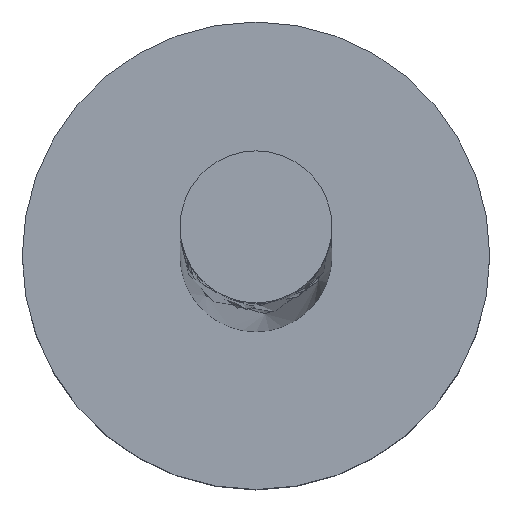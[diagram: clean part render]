
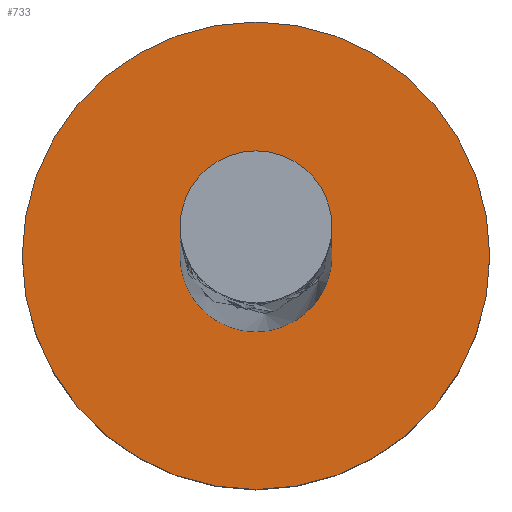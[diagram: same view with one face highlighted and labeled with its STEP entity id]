
A CAD part, top view. The second image highlights one B-rep face of the part: STEP entity #733.
In plain terms, the highlighted planar face has unit normal (0, 0, 1).
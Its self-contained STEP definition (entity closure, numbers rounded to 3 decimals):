
#25 = AXIS2_PLACEMENT_3D ( 'NONE', #1278, #1154, #167 ) ;
#105 = CARTESIAN_POINT ( 'NONE',  ( -2., 0., 2. ) ) ;
#135 = ORIENTED_EDGE ( 'NONE', *, *, #1106, .F. ) ;
#143 = FACE_OUTER_BOUND ( 'NONE', #478, .T. ) ;
#157 = CARTESIAN_POINT ( 'NONE',  ( 0., 0., 2. ) ) ;
#167 = DIRECTION ( 'NONE',  ( 1., 0., 0. ) ) ;
#241 = ORIENTED_EDGE ( 'NONE', *, *, #255, .T. ) ;
#248 = AXIS2_PLACEMENT_3D ( 'NONE', #718, #946, #1260 ) ;
#255 = EDGE_CURVE ( 'NONE', #982, #410, #463, .T. ) ;
#272 = DIRECTION ( 'NONE',  ( 0., 0., 1. ) ) ;
#321 = AXIS2_PLACEMENT_3D ( 'NONE', #509, #983, #732 ) ;
#350 = EDGE_LOOP ( 'NONE', ( #135, #1030 ) ) ;
#370 = DIRECTION ( 'NONE',  ( 1., 0., 0. ) ) ;
#410 = VERTEX_POINT ( 'NONE', #105 ) ;
#463 = CIRCLE ( 'NONE', #321, 2. ) ;
#465 = ORIENTED_EDGE ( 'NONE', *, *, #670, .T. ) ;
#472 = VERTEX_POINT ( 'NONE', #688 ) ;
#473 = CARTESIAN_POINT ( 'NONE',  ( 0., 0., 2. ) ) ;
#478 = EDGE_LOOP ( 'NONE', ( #465, #241 ) ) ;
#487 = CARTESIAN_POINT ( 'NONE',  ( -0.65, 0., 2. ) ) ;
#509 = CARTESIAN_POINT ( 'NONE',  ( 0., 0., 2. ) ) ;
#576 = FACE_BOUND ( 'NONE', #350, .T. ) ;
#624 = EDGE_CURVE ( 'NONE', #472, #672, #1056, .T. ) ;
#670 = EDGE_CURVE ( 'NONE', #410, #982, #883, .T. ) ;
#672 = VERTEX_POINT ( 'NONE', #487 ) ;
#688 = CARTESIAN_POINT ( 'NONE',  ( 0.65, 0., 2. ) ) ;
#718 = CARTESIAN_POINT ( 'NONE',  ( 0., 0., 2. ) ) ;
#732 = DIRECTION ( 'NONE',  ( 1., 0., 0. ) ) ;
#733 = ADVANCED_FACE ( 'NONE', ( #576, #143 ), #1391, .T. ) ;
#883 = CIRCLE ( 'NONE', #248, 2. ) ;
#946 = DIRECTION ( 'NONE',  ( 0., 0., 1. ) ) ;
#981 = AXIS2_PLACEMENT_3D ( 'NONE', #157, #272, #1378 ) ;
#982 = VERTEX_POINT ( 'NONE', #1388 ) ;
#983 = DIRECTION ( 'NONE',  ( 0., 0., 1. ) ) ;
#1030 = ORIENTED_EDGE ( 'NONE', *, *, #624, .F. ) ;
#1038 = DIRECTION ( 'NONE',  ( 0., 0., 1. ) ) ;
#1056 = CIRCLE ( 'NONE', #1400, 0.65 ) ;
#1106 = EDGE_CURVE ( 'NONE', #672, #472, #1215, .T. ) ;
#1154 = DIRECTION ( 'NONE',  ( 0., 0., 1. ) ) ;
#1215 = CIRCLE ( 'NONE', #25, 0.65 ) ;
#1260 = DIRECTION ( 'NONE',  ( 1., 0., 0. ) ) ;
#1278 = CARTESIAN_POINT ( 'NONE',  ( 0., 0., 2. ) ) ;
#1378 = DIRECTION ( 'NONE',  ( 1., 0., 0. ) ) ;
#1388 = CARTESIAN_POINT ( 'NONE',  ( 2., 0., 2. ) ) ;
#1391 = PLANE ( 'NONE',  #981 ) ;
#1400 = AXIS2_PLACEMENT_3D ( 'NONE', #473, #1038, #370 ) ;
